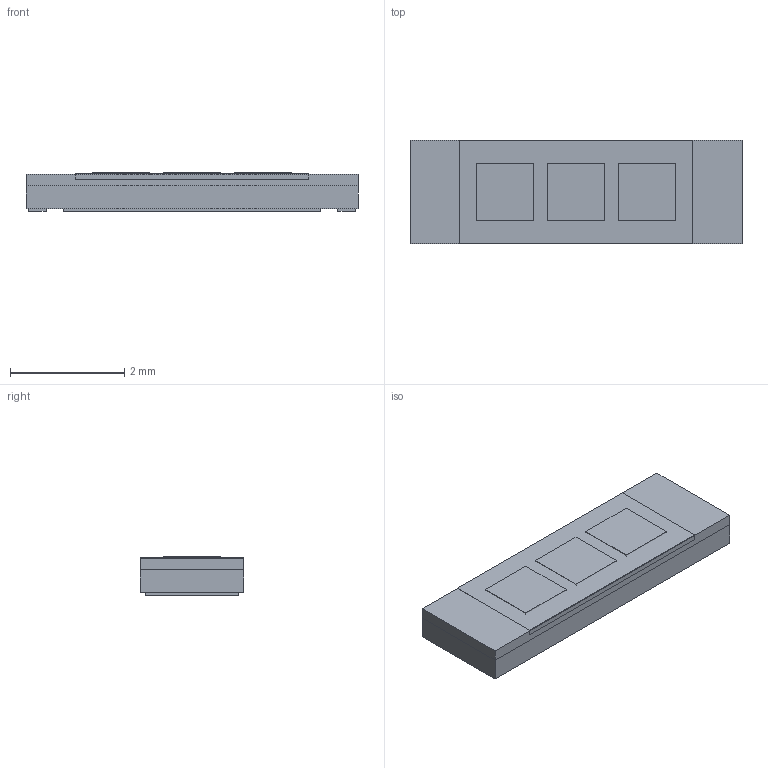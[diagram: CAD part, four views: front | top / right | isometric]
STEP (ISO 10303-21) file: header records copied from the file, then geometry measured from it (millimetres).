
FILE_DESCRIPTION(('FreeCAD Model'),'2;1');
FILE_NAME('Open CASCADE Shape Model','2023-08-12T10:33:34',(''),(''), 'Open CASCADE STEP processor 7.6','FreeCAD','Unknown');
FILE_SCHEMA(('AUTOMOTIVE_DESIGN { 1 0 10303 214 1 1 1 1 }'));
Length unit declared in the file: millimetre
Products named in the file (1): LED
Bounding box: 5.8 x 1.8 x 0.68 mm (x, y, z)
Surface area: 98 mm2
Topology: 5 solids, 5 shells, 62 faces, 132 edges, 80 vertices
Faces by surface type: plane 62
Entity records: 3809 total; most frequent: CARTESIAN_POINT 539, DIRECTION 522, LINE 396, VECTOR 396, ORIENTED_EDGE 264, PCURVE 264, DEFINITIONAL_REPRESENTATION 264, EDGE_CURVE 132
